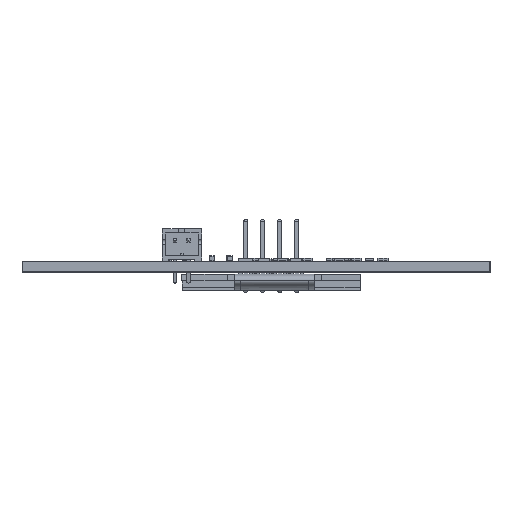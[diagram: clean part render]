
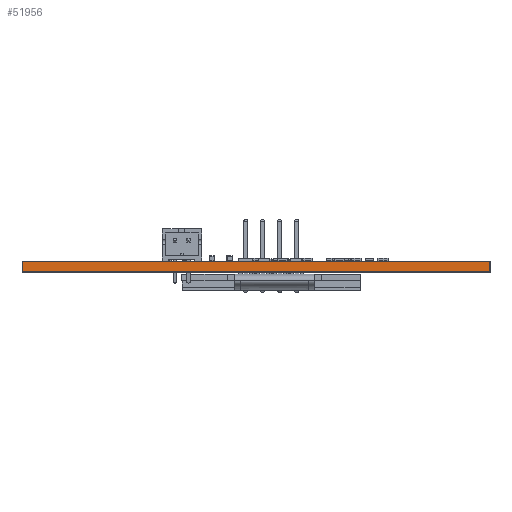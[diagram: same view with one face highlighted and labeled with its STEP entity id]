
A CAD part, left-side view. The second image highlights one B-rep face of the part: STEP entity #51956.
In plain terms, the highlighted planar face has unit normal (-1, 0, 0).
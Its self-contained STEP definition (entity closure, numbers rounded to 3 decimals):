
#51900 = VERTEX_POINT('',#51901);
#51901 = CARTESIAN_POINT('',(87.655,-140.454,1.51));
#51907 = EDGE_CURVE('',#51908,#51900,#51910,.T.);
#51908 = VERTEX_POINT('',#51909);
#51909 = CARTESIAN_POINT('',(87.655,-140.454,0.));
#51910 = LINE('',#51911,#51912);
#51911 = CARTESIAN_POINT('',(87.655,-140.454,0.));
#51912 = VECTOR('',#51913,1.);
#51913 = DIRECTION('',(0.,0.,1.));
#51956 = ADVANCED_FACE('',(#51957),#51982,.T.);
#51957 = FACE_BOUND('',#51958,.T.);
#51958 = EDGE_LOOP('',(#51959,#51960,#51968,#51976));
#51959 = ORIENTED_EDGE('',*,*,#51907,.T.);
#51960 = ORIENTED_EDGE('',*,*,#51961,.T.);
#51961 = EDGE_CURVE('',#51900,#51962,#51964,.T.);
#51962 = VERTEX_POINT('',#51963);
#51963 = CARTESIAN_POINT('',(87.655,-70.674,1.51));
#51964 = LINE('',#51965,#51966);
#51965 = CARTESIAN_POINT('',(87.655,-140.454,1.51));
#51966 = VECTOR('',#51967,1.);
#51967 = DIRECTION('',(0.,1.,0.));
#51968 = ORIENTED_EDGE('',*,*,#51969,.F.);
#51969 = EDGE_CURVE('',#51970,#51962,#51972,.T.);
#51970 = VERTEX_POINT('',#51971);
#51971 = CARTESIAN_POINT('',(87.655,-70.674,0.));
#51972 = LINE('',#51973,#51974);
#51973 = CARTESIAN_POINT('',(87.655,-70.674,0.));
#51974 = VECTOR('',#51975,1.);
#51975 = DIRECTION('',(0.,0.,1.));
#51976 = ORIENTED_EDGE('',*,*,#51977,.F.);
#51977 = EDGE_CURVE('',#51908,#51970,#51978,.T.);
#51978 = LINE('',#51979,#51980);
#51979 = CARTESIAN_POINT('',(87.655,-140.454,0.));
#51980 = VECTOR('',#51981,1.);
#51981 = DIRECTION('',(0.,1.,0.));
#51982 = PLANE('',#51983);
#51983 = AXIS2_PLACEMENT_3D('',#51984,#51985,#51986);
#51984 = CARTESIAN_POINT('',(87.655,-140.454,0.));
#51985 = DIRECTION('',(-1.,0.,0.));
#51986 = DIRECTION('',(0.,1.,0.));
